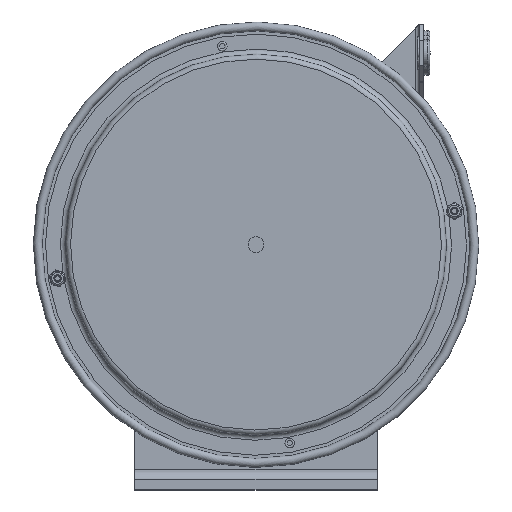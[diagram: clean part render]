
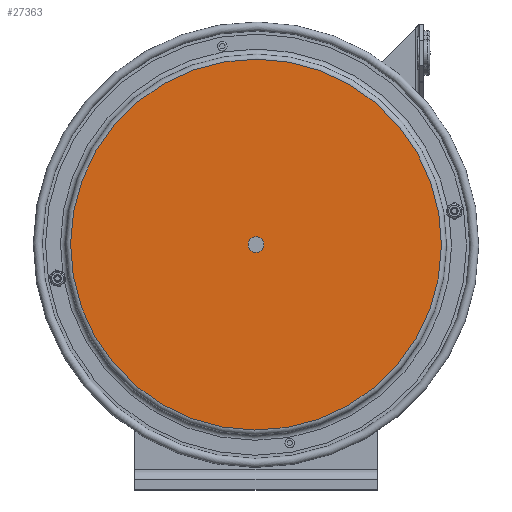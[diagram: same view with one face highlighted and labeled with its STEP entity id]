
A CAD part, top view. The second image highlights one B-rep face of the part: STEP entity #27363.
In plain terms, the highlighted planar face has unit normal (0, 0, 1).
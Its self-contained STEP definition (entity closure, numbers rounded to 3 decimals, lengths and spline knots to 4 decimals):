
#1738=FACE_BOUND('',#3731,.T.);
#1868=PLANE('',#28872);
#2425=FACE_OUTER_BOUND('',#3730,.T.);
#3730=EDGE_LOOP('',(#18467,#18468));
#3731=EDGE_LOOP('',(#18469));
#9740=CIRCLE('',#28866,0.195);
#9742=CIRCLE('',#28869,4.58);
#9743=CIRCLE('',#28870,4.58);
#10741=VERTEX_POINT('',#36978);
#10743=VERTEX_POINT('',#36984);
#10744=VERTEX_POINT('',#36985);
#13947=EDGE_CURVE('',#10741,#10741,#9740,.T.);
#13950=EDGE_CURVE('',#10743,#10744,#9742,.T.);
#13951=EDGE_CURVE('',#10744,#10743,#9743,.T.);
#18467=ORIENTED_EDGE('',*,*,#13950,.T.);
#18468=ORIENTED_EDGE('',*,*,#13951,.T.);
#18469=ORIENTED_EDGE('',*,*,#13947,.T.);
#27363=ADVANCED_FACE('',(#2425,#1738),#1868,.T.);
#28866=AXIS2_PLACEMENT_3D('',#36979,#30850,#30851);
#28869=AXIS2_PLACEMENT_3D('',#36986,#30857,#30858);
#28870=AXIS2_PLACEMENT_3D('',#36987,#30859,#30860);
#28872=AXIS2_PLACEMENT_3D('',#36989,#30863,#30864);
#30850=DIRECTION('center_axis',(0.,0.,
-1.));
#30851=DIRECTION('ref_axis',(0.167,-0.986,0.));
#30857=DIRECTION('center_axis',(0.,0.,
1.));
#30858=DIRECTION('ref_axis',(-0.167,0.986,0.));
#30859=DIRECTION('center_axis',(0.,0.,
1.));
#30860=DIRECTION('ref_axis',(-0.167,0.986,0.));
#30863=DIRECTION('center_axis',(0.,0.,
1.));
#30864=DIRECTION('ref_axis',(0.986,0.167,0.));
#36978=CARTESIAN_POINT('',(-0.0326,0.1922,3.3174));
#36979=CARTESIAN_POINT('Origin',(0.,0.,
3.3174));
#36984=CARTESIAN_POINT('',(-0.7665,4.5154,3.3174));
#36985=CARTESIAN_POINT('',(-4.5154,-0.7665,3.3174));
#36986=CARTESIAN_POINT('Origin',(0.,0.,
3.3174));
#36987=CARTESIAN_POINT('Origin',(0.,0.,
3.3174));
#36989=CARTESIAN_POINT('Origin',(-0.3833,2.2577,3.3174));
